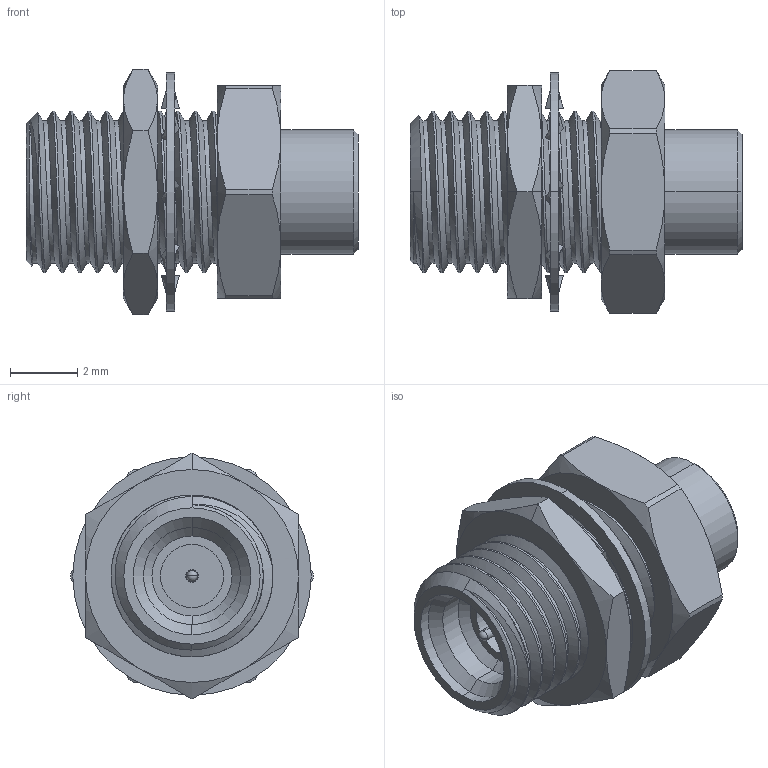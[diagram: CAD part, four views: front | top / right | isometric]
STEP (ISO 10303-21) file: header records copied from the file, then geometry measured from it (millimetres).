
FILE_DESCRIPTION (( 'STEP AP203' ), '1' );
FILE_NAME ('PE44483.step', '2019-04-11T22:24:36', ( '' ), ( '' ), 'SwSTEP 2.0', 'SolidWorks 2018', '' );
FILE_SCHEMA (( 'CONFIG_CONTROL_DESIGN' ));
Length unit declared in the file: inch
Products named in the file (1): PE44483
Bounding box: 9.9 x 7.24 x 7.33 mm (x, y, z)
Volume: 178.8 mm3; surface area: 413.4 mm2
Topology: 3 solids, 3 shells, 184 faces, 461 edges, 288 vertices
Faces by surface type: cylinder 71, cone 42, bspline 37, plane 32, torus 2
Entity records: 9045 total; most frequent: CARTESIAN_POINT 4976, ORIENTED_EDGE 918, DIRECTION 711, EDGE_CURVE 459, VERTEX_POINT 288, AXIS2_PLACEMENT_3D 287, EDGE_LOOP 195, ADVANCED_FACE 184
